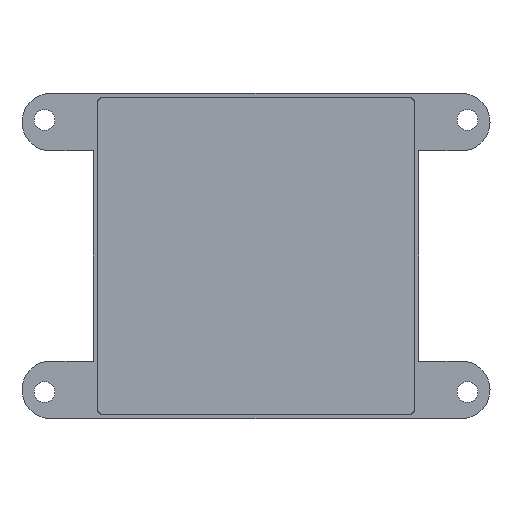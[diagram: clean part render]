
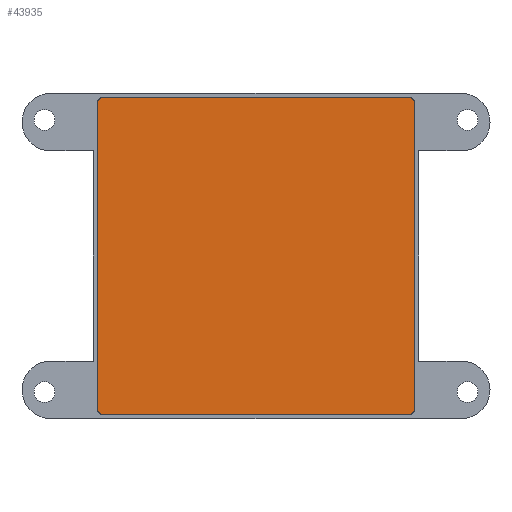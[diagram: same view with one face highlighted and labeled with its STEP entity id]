
A CAD part, front view. The second image highlights one B-rep face of the part: STEP entity #43935.
In plain terms, the highlighted planar face has unit normal (0, -1, 0).
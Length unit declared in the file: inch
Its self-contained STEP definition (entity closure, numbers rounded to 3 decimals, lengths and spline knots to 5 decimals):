
#179 = VECTOR ( 'NONE', #63494, 39.37008 ) ;
#1295 = CARTESIAN_POINT ( 'NONE',  ( -1.07, 0., -1.07 ) ) ;
#3864 = VERTEX_POINT ( 'NONE', #47763 ) ;
#3914 = VERTEX_POINT ( 'NONE', #16494 ) ;
#4567 = VECTOR ( 'NONE', #42590, 39.37008 ) ;
#5188 = VERTEX_POINT ( 'NONE', #56896 ) ;
#5322 = LINE ( 'NONE', #1295, #4567 ) ;
#6408 = DIRECTION ( 'NONE',  ( 0., 0., 1. ) ) ;
#7041 = LINE ( 'NONE', #14093, #35302 ) ;
#8892 = EDGE_CURVE ( 'NONE', #5188, #10932, #58186, .T. ) ;
#10158 = CARTESIAN_POINT ( 'NONE',  ( 1.07, 0., 1.03801 ) ) ;
#10246 = EDGE_CURVE ( 'NONE', #45392, #10932, #60592, .T. ) ;
#10736 = EDGE_CURVE ( 'NONE', #3864, #40336, #12460, .T. ) ;
#10932 = VERTEX_POINT ( 'NONE', #32416 ) ;
#12049 = LINE ( 'NONE', #62776, #63192 ) ;
#12460 =( BOUNDED_CURVE ( )  B_SPLINE_CURVE ( 3, ( #64585, #33916, #54512, #21023 ),
 .UNSPECIFIED., .F., .F. ) 
 B_SPLINE_CURVE_WITH_KNOTS ( ( 4, 4 ),
 ( 5.49813, 7.06824 ),
 .UNSPECIFIED. ) 
 CURVE ( )  GEOMETRIC_REPRESENTATION_ITEM ( )  RATIONAL_B_SPLINE_CURVE ( ( 1., 0.805, 0.805, 1. ) ) 
 REPRESENTATION_ITEM ( '' )  );
#13675 = CARTESIAN_POINT ( 'NONE',  ( 1.03801, 0., -1.07 ) ) ;
#14070 = AXIS2_PLACEMENT_3D ( 'NONE', #40195, #45353, #55220 ) ;
#14093 = CARTESIAN_POINT ( 'NONE',  ( -1.07, 0., 1.07 ) ) ;
#16494 = CARTESIAN_POINT ( 'NONE',  ( -1.03801, 0., 1.07 ) ) ;
#17022 = ORIENTED_EDGE ( 'NONE', *, *, #31134, .F. ) ;
#17495 = CARTESIAN_POINT ( 'NONE',  ( 1.07, 0., -1.05675 ) ) ;
#17808 = EDGE_CURVE ( 'NONE', #45392, #18178, #23965, .T. ) ;
#18178 = VERTEX_POINT ( 'NONE', #30171 ) ;
#21023 = CARTESIAN_POINT ( 'NONE',  ( -1.03801, 0., -1.07 ) ) ;
#23771 = ORIENTED_EDGE ( 'NONE', *, *, #35060, .F. ) ;
#23965 =( BOUNDED_CURVE ( )  B_SPLINE_CURVE ( 3, ( #10158, #36068, #62026, #51959 ),
 .UNSPECIFIED., .F., .T. ) 
 B_SPLINE_CURVE_WITH_KNOTS ( ( 4, 4 ),
 ( 5.49813, 7.06824 ),
 .UNSPECIFIED. ) 
 CURVE ( )  GEOMETRIC_REPRESENTATION_ITEM ( )  RATIONAL_B_SPLINE_CURVE ( ( 1., 0.805, 0.805, 1. ) ) 
 REPRESENTATION_ITEM ( '' )  );
#24666 = DIRECTION ( 'NONE',  ( 1., 0., 0. ) ) ;
#27633 = ORIENTED_EDGE ( 'NONE', *, *, #10736, .T. ) ;
#28473 = CARTESIAN_POINT ( 'NONE',  ( 1.07, 0., 1.03801 ) ) ;
#29241 = CARTESIAN_POINT ( 'NONE',  ( 1.07, 0., -1.03801 ) ) ;
#29761 = CARTESIAN_POINT ( 'NONE',  ( -1.05675, 0., 1.07 ) ) ;
#30171 = CARTESIAN_POINT ( 'NONE',  ( 1.03801, 0., 1.07 ) ) ;
#31134 = EDGE_CURVE ( 'NONE', #3864, #62402, #12049, .T. ) ;
#32002 = CARTESIAN_POINT ( 'NONE',  ( -1.03801, 0., -1.07 ) ) ;
#32416 = CARTESIAN_POINT ( 'NONE',  ( 1.07, 0., -1.03801 ) ) ;
#32594 = ORIENTED_EDGE ( 'NONE', *, *, #52260, .F. ) ;
#33158 = FACE_OUTER_BOUND ( 'NONE', #35615, .T. ) ;
#33916 = CARTESIAN_POINT ( 'NONE',  ( -1.07, 0., -1.05675 ) ) ;
#34466 = CARTESIAN_POINT ( 'NONE',  ( -1.03801, 0., 1.07 ) ) ;
#35060 = EDGE_CURVE ( 'NONE', #5188, #40336, #5322, .T. ) ;
#35302 = VECTOR ( 'NONE', #24666, 39.37008 ) ;
#35615 = EDGE_LOOP ( 'NONE', ( #17022, #27633, #23771, #58838, #60774, #52987, #32594, #48972 ) ) ;
#36068 = CARTESIAN_POINT ( 'NONE',  ( 1.07, 0., 1.05675 ) ) ;
#40195 = CARTESIAN_POINT ( 'NONE',  ( -1.07, 0., 1.07 ) ) ;
#40336 = VERTEX_POINT ( 'NONE', #32002 ) ;
#42590 = DIRECTION ( 'NONE',  ( -1., 0., 0. ) ) ;
#42821 = EDGE_CURVE ( 'NONE', #3914, #62402, #48280, .T. ) ;
#43935 = ADVANCED_FACE ( 'NONE', ( #33158 ), #65959, .F. ) ;
#45353 = DIRECTION ( 'NONE',  ( 0., 1., 0. ) ) ;
#45392 = VERTEX_POINT ( 'NONE', #28473 ) ;
#47763 = CARTESIAN_POINT ( 'NONE',  ( -1.07, 0., -1.03801 ) ) ;
#48280 =( BOUNDED_CURVE ( )  B_SPLINE_CURVE ( 3, ( #34466, #29761, #65608, #65382 ),
 .UNSPECIFIED., .F., .T. ) 
 B_SPLINE_CURVE_WITH_KNOTS ( ( 4, 4 ),
 ( 5.49813, 7.06824 ),
 .UNSPECIFIED. ) 
 CURVE ( )  GEOMETRIC_REPRESENTATION_ITEM ( )  RATIONAL_B_SPLINE_CURVE ( ( 1., 0.805, 0.805, 1. ) ) 
 REPRESENTATION_ITEM ( '' )  );
#48972 = ORIENTED_EDGE ( 'NONE', *, *, #42821, .T. ) ;
#51959 = CARTESIAN_POINT ( 'NONE',  ( 1.03801, 0., 1.07 ) ) ;
#52260 = EDGE_CURVE ( 'NONE', #3914, #18178, #7041, .T. ) ;
#52361 = CARTESIAN_POINT ( 'NONE',  ( -1.07, 0., 1.03801 ) ) ;
#52987 = ORIENTED_EDGE ( 'NONE', *, *, #17808, .T. ) ;
#54512 = CARTESIAN_POINT ( 'NONE',  ( -1.05675, 0., -1.07 ) ) ;
#55220 = DIRECTION ( 'NONE',  ( 0., 0., 1. ) ) ;
#56183 = CARTESIAN_POINT ( 'NONE',  ( 1.07, 0., -1.07 ) ) ;
#56896 = CARTESIAN_POINT ( 'NONE',  ( 1.03801, 0., -1.07 ) ) ;
#58132 = CARTESIAN_POINT ( 'NONE',  ( 1.05675, 0., -1.07 ) ) ;
#58186 =( BOUNDED_CURVE ( )  B_SPLINE_CURVE ( 3, ( #13675, #58132, #17495, #29241 ),
 .UNSPECIFIED., .F., .F. ) 
 B_SPLINE_CURVE_WITH_KNOTS ( ( 4, 4 ),
 ( 5.49813, 7.06824 ),
 .UNSPECIFIED. ) 
 CURVE ( )  GEOMETRIC_REPRESENTATION_ITEM ( )  RATIONAL_B_SPLINE_CURVE ( ( 1., 0.805, 0.805, 1. ) ) 
 REPRESENTATION_ITEM ( '' )  );
#58838 = ORIENTED_EDGE ( 'NONE', *, *, #8892, .T. ) ;
#60592 = LINE ( 'NONE', #56183, #179 ) ;
#60774 = ORIENTED_EDGE ( 'NONE', *, *, #10246, .F. ) ;
#62026 = CARTESIAN_POINT ( 'NONE',  ( 1.05675, 0., 1.07 ) ) ;
#62402 = VERTEX_POINT ( 'NONE', #52361 ) ;
#62776 = CARTESIAN_POINT ( 'NONE',  ( -1.07, 0., -1.07 ) ) ;
#63192 = VECTOR ( 'NONE', #6408, 39.37008 ) ;
#63494 = DIRECTION ( 'NONE',  ( 0., 0., -1. ) ) ;
#64585 = CARTESIAN_POINT ( 'NONE',  ( -1.07, 0., -1.03801 ) ) ;
#65382 = CARTESIAN_POINT ( 'NONE',  ( -1.07, 0., 1.03801 ) ) ;
#65608 = CARTESIAN_POINT ( 'NONE',  ( -1.07, 0., 1.05675 ) ) ;
#65959 = PLANE ( 'NONE',  #14070 ) ;
